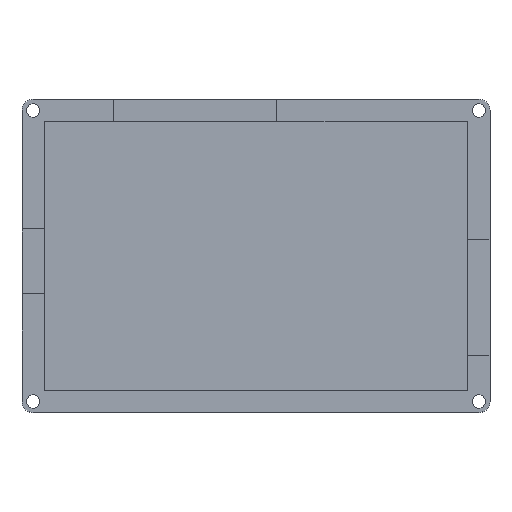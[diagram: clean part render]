
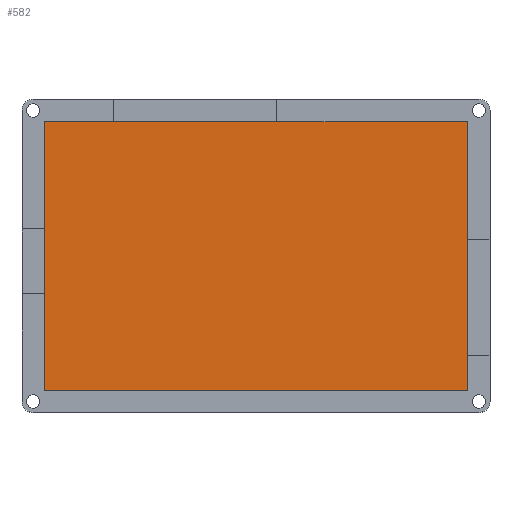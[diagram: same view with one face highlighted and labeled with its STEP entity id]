
A CAD part, top view. The second image highlights one B-rep face of the part: STEP entity #582.
In plain terms, the highlighted planar face has unit normal (0, 0, 1).
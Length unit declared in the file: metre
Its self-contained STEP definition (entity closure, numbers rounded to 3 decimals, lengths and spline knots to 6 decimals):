
#28=LINE('',#836,#92);
#64=LINE('',#933,#128);
#69=LINE('',#942,#133);
#70=LINE('',#944,#134);
#92=VECTOR('',#673,1.);
#128=VECTOR('',#749,1.);
#133=VECTOR('',#756,1.);
#134=VECTOR('',#759,1.);
#252=ORIENTED_EDGE('',*,*,#318,.F.);
#253=ORIENTED_EDGE('',*,*,#368,.T.);
#254=ORIENTED_EDGE('',*,*,#373,.T.);
#255=ORIENTED_EDGE('',*,*,#374,.F.);
#318=EDGE_CURVE('',#397,#398,#28,.T.);
#368=EDGE_CURVE('',#397,#438,#64,.T.);
#373=EDGE_CURVE('',#438,#441,#69,.T.);
#374=EDGE_CURVE('',#398,#441,#70,.T.);
#397=VERTEX_POINT('',#835);
#398=VERTEX_POINT('',#837);
#438=VERTEX_POINT('',#932);
#441=VERTEX_POINT('',#941);
#488=EDGE_LOOP('',(#252,#253,#254,#255));
#530=FACE_BOUND('',#488,.T.);
#556=PLANE('',#641);
#582=ADVANCED_FACE('',(#530),#556,.T.);
#641=AXIS2_PLACEMENT_3D('',#960,#779,#780);
#673=DIRECTION('',(0.,-1.,0.));
#749=DIRECTION('',(-1.,0.,0.));
#756=DIRECTION('',(0.,-1.,0.));
#759=DIRECTION('',(-1.,0.,0.));
#779=DIRECTION('',(0.,0.,1.));
#780=DIRECTION('',(1.,0.,0.));
#835=CARTESIAN_POINT('',(0.04735,0.03005,0.001));
#836=CARTESIAN_POINT('',(0.04735,0.,0.001));
#837=CARTESIAN_POINT('',(0.04735,-0.03005,0.001));
#932=CARTESIAN_POINT('',(-0.04735,0.03005,0.001));
#933=CARTESIAN_POINT('',(0.,0.03005,0.001));
#941=CARTESIAN_POINT('',(-0.04735,-0.03005,0.001));
#942=CARTESIAN_POINT('',(-0.04735,0.,0.001));
#944=CARTESIAN_POINT('',(0.,-0.03005,0.001));
#960=CARTESIAN_POINT('',(0.,-0.000007,0.001));
